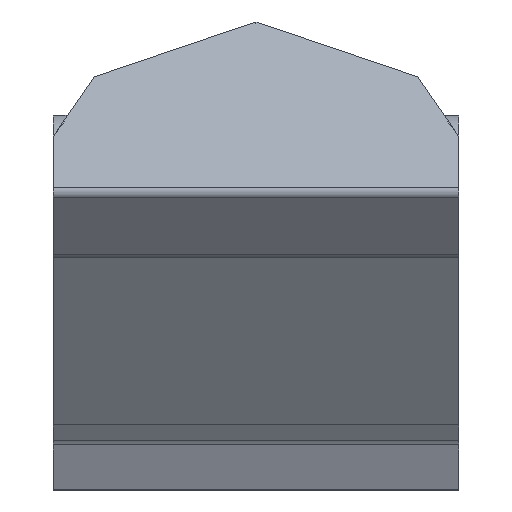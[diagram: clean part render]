
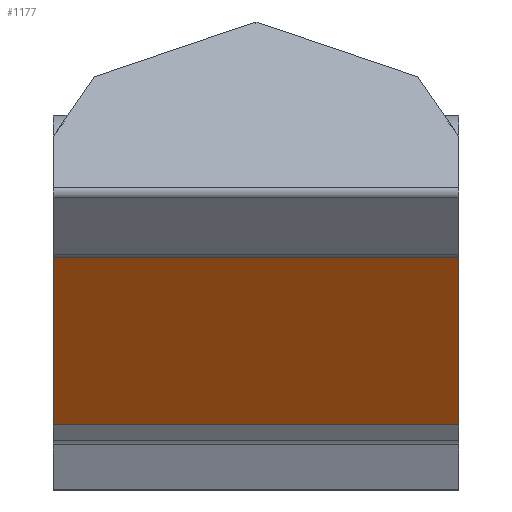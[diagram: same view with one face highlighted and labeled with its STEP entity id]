
A CAD part, top view. The second image highlights one B-rep face of the part: STEP entity #1177.
In plain terms, the highlighted planar face has unit normal (0, -0.958, 0.288).
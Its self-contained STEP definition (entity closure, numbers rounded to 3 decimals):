
#148=FACE_OUTER_BOUND('',#213,.T.);
#213=EDGE_LOOP('',(#1030,#1031,#1032,#1033));
#328=LINE('',#2093,#450);
#332=LINE('',#2103,#454);
#336=LINE('',#2123,#458);
#337=LINE('',#2124,#459);
#450=VECTOR('',#1528,10.);
#454=VECTOR('',#1538,10.);
#458=VECTOR('',#1558,10.);
#459=VECTOR('',#1559,10.);
#558=VERTEX_POINT('',#2086);
#561=VERTEX_POINT('',#2091);
#564=VERTEX_POINT('',#2102);
#572=VERTEX_POINT('',#2122);
#718=EDGE_CURVE('',#561,#558,#328,.T.);
#723=EDGE_CURVE('',#558,#564,#332,.T.);
#733=EDGE_CURVE('',#572,#561,#336,.T.);
#734=EDGE_CURVE('',#572,#564,#337,.T.);
#1030=ORIENTED_EDGE('',*,*,#718,.F.);
#1031=ORIENTED_EDGE('',*,*,#733,.F.);
#1032=ORIENTED_EDGE('',*,*,#734,.T.);
#1033=ORIENTED_EDGE('',*,*,#723,.F.);
#1120=PLANE('',#1281);
#1177=ADVANCED_FACE('',(#148),#1120,.T.);
#1281=AXIS2_PLACEMENT_3D('',#2121,#1556,#1557);
#1528=DIRECTION('',(1.,0.,0.));
#1538=DIRECTION('',(0.,-0.288,-0.958));
#1556=DIRECTION('center_axis',(0.,-0.958,0.288));
#1557=DIRECTION('ref_axis',(0.,-0.288,-0.958));
#1558=DIRECTION('',(0.,0.288,0.958));
#1559=DIRECTION('',(1.,0.,0.));
#2086=CARTESIAN_POINT('',(12.5,43.041,56.175));
#2091=CARTESIAN_POINT('',(-12.5,43.041,56.175));
#2093=CARTESIAN_POINT('',(-12.5,43.041,56.175));
#2102=CARTESIAN_POINT('',(12.5,32.765,22.057));
#2103=CARTESIAN_POINT('',(12.5,32.765,22.057));
#2121=CARTESIAN_POINT('Origin',(-12.5,44.583,61.296));
#2122=CARTESIAN_POINT('',(-12.5,32.765,22.057));
#2123=CARTESIAN_POINT('',(-12.5,32.765,22.057));
#2124=CARTESIAN_POINT('',(-12.5,32.765,22.057));
